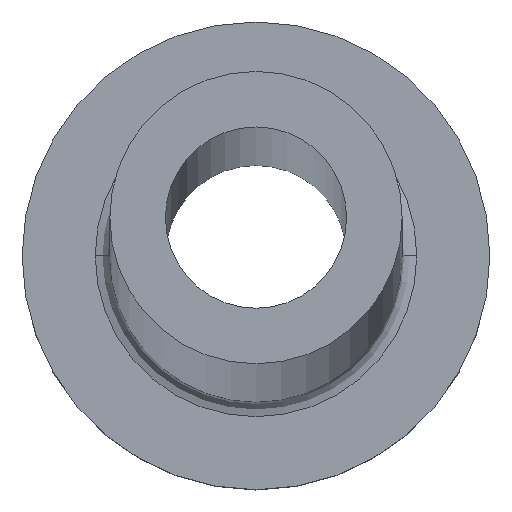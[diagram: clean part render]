
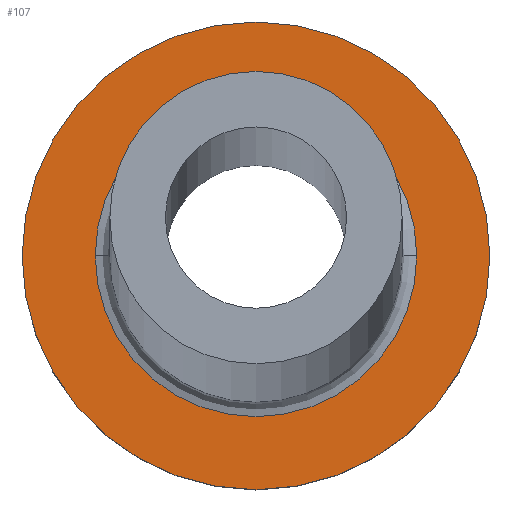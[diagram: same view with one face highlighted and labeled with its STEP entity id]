
A CAD part, top view. The second image highlights one B-rep face of the part: STEP entity #107.
In plain terms, the highlighted planar face has unit normal (0, 0, 1).
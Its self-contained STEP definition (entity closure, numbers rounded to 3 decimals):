
#18 = DIRECTION ( 'NONE',  ( 1., 0., 0. ) ) ;
#29 = CIRCLE ( 'NONE', #269, 8. ) ;
#34 = CARTESIAN_POINT ( 'NONE',  ( 0., 0., 5. ) ) ;
#40 = EDGE_CURVE ( 'NONE', #53, #271, #29, .T. ) ;
#53 = VERTEX_POINT ( 'NONE', #81 ) ;
#81 = CARTESIAN_POINT ( 'NONE',  ( -8., 0., 5. ) ) ;
#82 = ORIENTED_EDGE ( 'NONE', *, *, #306, .T. ) ;
#84 = ORIENTED_EDGE ( 'NONE', *, *, #40, .T. ) ;
#92 = AXIS2_PLACEMENT_3D ( 'NONE', #120, #150, #237 ) ;
#95 = ORIENTED_EDGE ( 'NONE', *, *, #193, .T. ) ;
#98 = CIRCLE ( 'NONE', #244, 8. ) ;
#106 = ORIENTED_EDGE ( 'NONE', *, *, #167, .T. ) ;
#107 = ADVANCED_FACE ( 'NONE', ( #121, #148 ), #212, .T. ) ;
#115 = CIRCLE ( 'NONE', #279, 5.5 ) ;
#120 = CARTESIAN_POINT ( 'NONE',  ( 0., 0., 5. ) ) ;
#121 = FACE_BOUND ( 'NONE', #350, .T. ) ;
#128 = DIRECTION ( 'NONE',  ( 1., 0., 0. ) ) ;
#129 = VERTEX_POINT ( 'NONE', #331 ) ;
#148 = FACE_OUTER_BOUND ( 'NONE', #345, .T. ) ;
#150 = DIRECTION ( 'NONE',  ( 0., 0., 1. ) ) ;
#167 = EDGE_CURVE ( 'NONE', #214, #129, #251, .T. ) ;
#193 = EDGE_CURVE ( 'NONE', #129, #214, #115, .T. ) ;
#212 = PLANE ( 'NONE',  #92 ) ;
#214 = VERTEX_POINT ( 'NONE', #363 ) ;
#221 = DIRECTION ( 'NONE',  ( 1., 0., 0. ) ) ;
#237 = DIRECTION ( 'NONE',  ( 1., 0., 0. ) ) ;
#243 = CARTESIAN_POINT ( 'NONE',  ( 8., 0., 5. ) ) ;
#244 = AXIS2_PLACEMENT_3D ( 'NONE', #34, #335, #297 ) ;
#250 = DIRECTION ( 'NONE',  ( 0., 0., -1. ) ) ;
#251 = CIRCLE ( 'NONE', #366, 5.5 ) ;
#257 = DIRECTION ( 'NONE',  ( 0., 0., 1. ) ) ;
#269 = AXIS2_PLACEMENT_3D ( 'NONE', #381, #257, #18 ) ;
#271 = VERTEX_POINT ( 'NONE', #243 ) ;
#273 = DIRECTION ( 'NONE',  ( 0., 0., -1. ) ) ;
#276 = CARTESIAN_POINT ( 'NONE',  ( 0., 0., 5. ) ) ;
#279 = AXIS2_PLACEMENT_3D ( 'NONE', #337, #250, #221 ) ;
#297 = DIRECTION ( 'NONE',  ( 1., 0., 0. ) ) ;
#306 = EDGE_CURVE ( 'NONE', #271, #53, #98, .T. ) ;
#331 = CARTESIAN_POINT ( 'NONE',  ( -5.5, 0., 5. ) ) ;
#335 = DIRECTION ( 'NONE',  ( 0., 0., 1. ) ) ;
#337 = CARTESIAN_POINT ( 'NONE',  ( 0., 0., 5. ) ) ;
#345 = EDGE_LOOP ( 'NONE', ( #84, #82 ) ) ;
#350 = EDGE_LOOP ( 'NONE', ( #106, #95 ) ) ;
#363 = CARTESIAN_POINT ( 'NONE',  ( 5.5, 0., 5. ) ) ;
#366 = AXIS2_PLACEMENT_3D ( 'NONE', #276, #273, #128 ) ;
#381 = CARTESIAN_POINT ( 'NONE',  ( 0., 0., 5. ) ) ;
